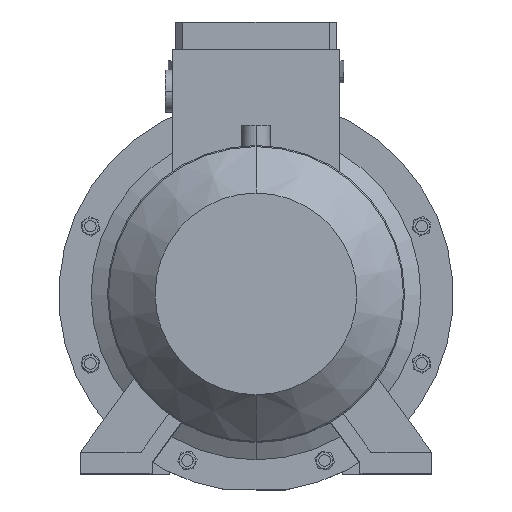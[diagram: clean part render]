
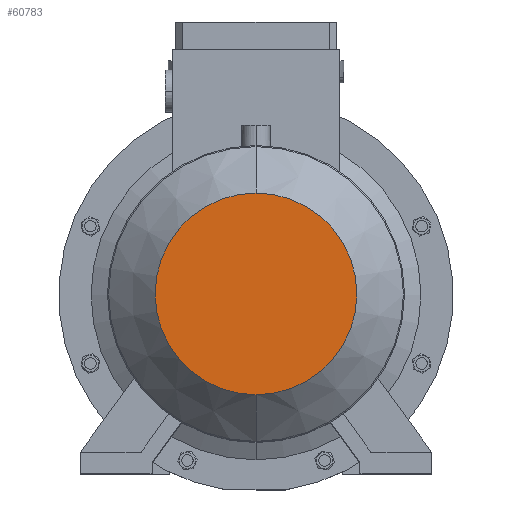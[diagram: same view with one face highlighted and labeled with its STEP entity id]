
A CAD part, top view. The second image highlights one B-rep face of the part: STEP entity #60783.
In plain terms, the highlighted planar face has unit normal (0, 0, 1).
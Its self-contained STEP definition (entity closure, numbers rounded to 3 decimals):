
#141 = AXIS2_PLACEMENT_3D ( 'NONE', #14225, #58777, #18807 ) ;
#189 = CARTESIAN_POINT ( 'NONE',  ( 0., 0., 1051. ) ) ;
#2276 = CARTESIAN_POINT ( 'NONE',  ( 0., -140.625, 1051. ) ) ;
#5207 = DIRECTION ( 'NONE',  ( 0., 0., -1. ) ) ;
#5374 = AXIS2_PLACEMENT_3D ( 'NONE', #45219, #39971, #10088 ) ;
#10088 = DIRECTION ( 'NONE',  ( 0., 1., 0. ) ) ;
#13487 = ORIENTED_EDGE ( 'NONE', *, *, #36535, .F. ) ;
#14225 = CARTESIAN_POINT ( 'NONE',  ( 0., 0., 1051. ) ) ;
#14876 = CIRCLE ( 'NONE', #19156, 140.625 ) ;
#15380 = EDGE_CURVE ( 'NONE', #56645, #55720, #33835, .T. ) ;
#18807 = DIRECTION ( 'NONE',  ( 0., -1., 0. ) ) ;
#19156 = AXIS2_PLACEMENT_3D ( 'NONE', #189, #5207, #29830 ) ;
#20639 = FACE_OUTER_BOUND ( 'NONE', #48998, .T. ) ;
#29830 = DIRECTION ( 'NONE',  ( 0., 1., 0. ) ) ;
#33835 = CIRCLE ( 'NONE', #5374, 140.625 ) ;
#34382 = ORIENTED_EDGE ( 'NONE', *, *, #15380, .F. ) ;
#36535 = EDGE_CURVE ( 'NONE', #55720, #56645, #14876, .T. ) ;
#39971 = DIRECTION ( 'NONE',  ( 0., 0., -1. ) ) ;
#45219 = CARTESIAN_POINT ( 'NONE',  ( 0., 0., 1051. ) ) ;
#48998 = EDGE_LOOP ( 'NONE', ( #34382, #13487 ) ) ;
#53540 = PLANE ( 'NONE',  #141 ) ;
#55720 = VERTEX_POINT ( 'NONE', #2276 ) ;
#56645 = VERTEX_POINT ( 'NONE', #64756 ) ;
#58777 = DIRECTION ( 'NONE',  ( 0., 0., 1. ) ) ;
#60783 = ADVANCED_FACE ( 'NONE', ( #20639 ), #53540, .T. ) ;
#64756 = CARTESIAN_POINT ( 'NONE',  ( 0., 140.625, 1051. ) ) ;
